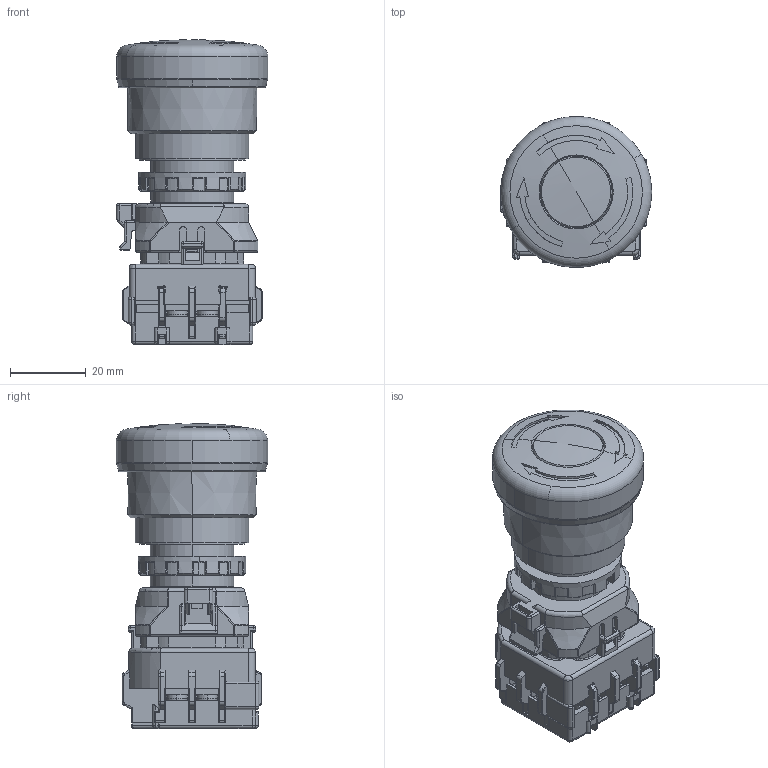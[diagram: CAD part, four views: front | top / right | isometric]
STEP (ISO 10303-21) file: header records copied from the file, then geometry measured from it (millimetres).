
FILE_DESCRIPTION((''),'2;1');
FILE_NAME('OUTSIDE-XW1E-BV4_MFR_ASM','2012-01-04T',('dhelisch'),(''),'PRO/ENGINEER BY PARAMETRIC TECHNOLOGY CORPORATION, 2007250','PRO/ENGINEER BY PARAMETRIC TECHNOLOGY CORPORATION, 2007250','');
FILE_SCHEMA(('CONFIG_CONTROL_DESIGN'));
Length unit declared in the file: millimetre
Products named in the file (6): OUTSIDE-XW-BODY-V-__; OUTSIDE-XW-HANDLE-__V-__; OUTSIDE-HW-LOCK-NUT; OUTSIDE-XW-C____M-_______; OUTSIDE-XW9Z-VL2MF; OUTSIDE-XW1E-BV4_MFR_ASM
Assembly tree (5 placements, depth 2):
  OUTSIDE-XW1E-BV4_MFR_ASM
    OUTSIDE-XW-BODY-V-__
    OUTSIDE-XW-HANDLE-__V-__
    OUTSIDE-HW-LOCK-NUT
    OUTSIDE-XW-C____M-_______
    OUTSIDE-XW9Z-VL2MF
Bounding box: 40.1 x 40 x 80.7 mm (x, y, z)
Volume: 51755.6 mm3; surface area: 24913.4 mm2
Topology: 3 solids, 5 shells, 1578 faces, 4215 edges, 2586 vertices
Faces by surface type: plane 784, cylinder 480, torus 132, sphere 70, cone 42, bspline 36, extrusion 25, revolution 9
Entity records: 64989 total; most frequent: CARTESIAN_POINT 13626, ORIENTED_EDGE 8287, DIRECTION 7800, PRESENTATION_STYLE_ASSIGNMENT 4160, STYLED_ITEM 4160, CURVE_STYLE 4155, EDGE_CURVE 4155, VECTOR 2707
